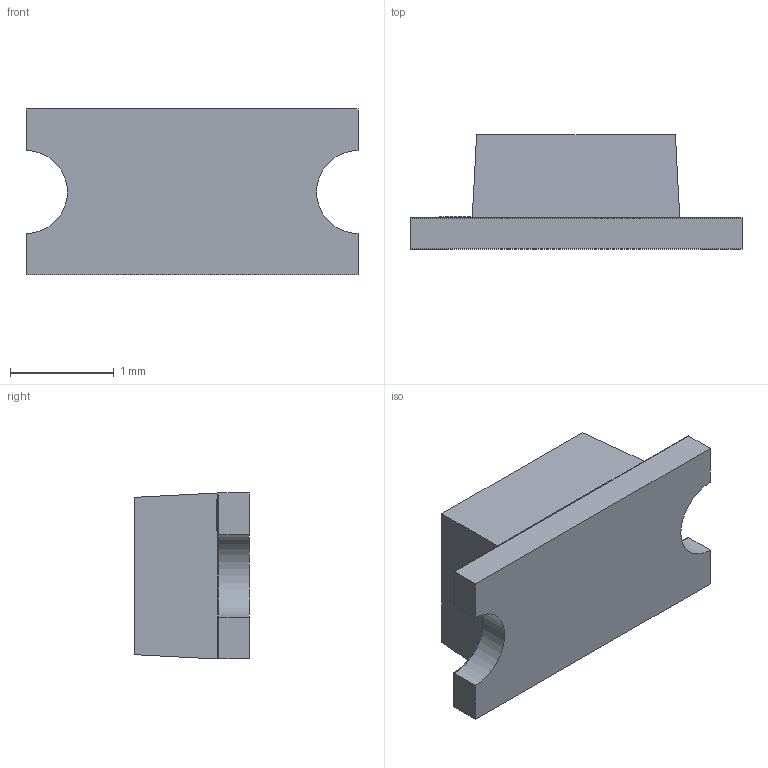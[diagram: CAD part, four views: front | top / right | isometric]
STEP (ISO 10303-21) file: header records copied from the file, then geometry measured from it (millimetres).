
FILE_DESCRIPTION (( 'STEP AP214' ), '1' );
FILE_NAME ('User Library-FYLS-1206.STEP', '2015-08-14T14:42:20', ( 'Windows User' ), ( '' ), 'SwSTEP 2.0', 'SolidWorks 2015', '' );
FILE_SCHEMA (( 'AUTOMOTIVE_DESIGN' ));
Length unit declared in the file: millimetre
Products named in the file (1): User Library-FYLS-1206
Bounding box: 3.2 x 1.1 x 1.6 mm (x, y, z)
Volume: 3.8 mm3; surface area: 27 mm2
Topology: 2 solids, 2 shells, 29 faces, 68 edges, 44 vertices
Faces by surface type: plane 23, cylinder 6
Entity records: 1184 total; most frequent: CARTESIAN_POINT 142, DIRECTION 140, ORIENTED_EDGE 136, EDGE_CURVE 68, LINE 56, VECTOR 56, VERTEX_POINT 44, AXIS2_PLACEMENT_3D 42
